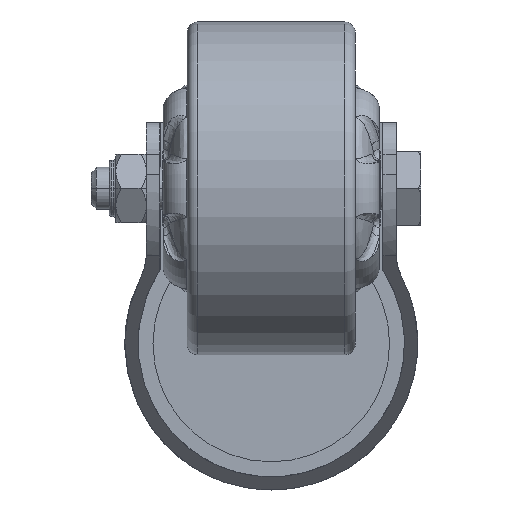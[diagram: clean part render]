
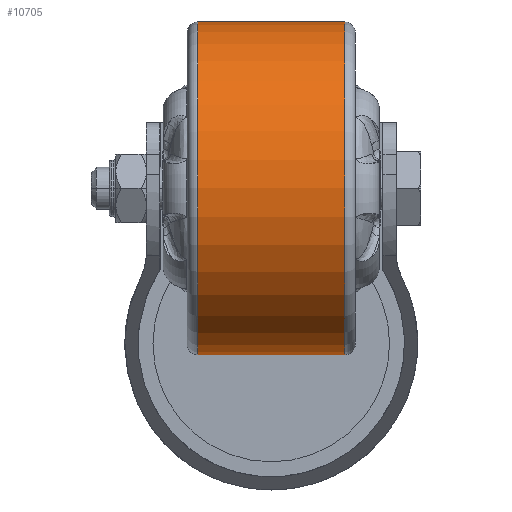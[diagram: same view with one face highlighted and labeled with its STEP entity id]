
A CAD part, front view. The second image highlights one B-rep face of the part: STEP entity #10705.
In plain terms, the highlighted cylindrical face has radius 31.65 mm (diameter 63.3 mm), a partial arc.
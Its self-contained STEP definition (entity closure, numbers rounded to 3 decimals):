
#13 = VERTEX_POINT ( 'NONE', #8124 ) ;
#857 = AXIS2_PLACEMENT_3D ( 'NONE', #8311, #18174, #6905 ) ;
#1216 = AXIS2_PLACEMENT_3D ( 'NONE', #16921, #7956, #1644 ) ;
#1474 = CARTESIAN_POINT ( 'NONE',  ( 14., 0., 0. ) ) ;
#1533 = CARTESIAN_POINT ( 'NONE',  ( -14., 0., 31.65 ) ) ;
#1549 = EDGE_CURVE ( 'NONE', #12332, #13, #8464, .T. ) ;
#1644 = DIRECTION ( 'NONE',  ( 0., 0., -1. ) ) ;
#2016 = AXIS2_PLACEMENT_3D ( 'NONE', #1474, #11330, #2882 ) ;
#2022 = EDGE_CURVE ( 'NONE', #16748, #12332, #17267, .T. ) ;
#2222 = VECTOR ( 'NONE', #13776, 1000. ) ;
#2780 = VECTOR ( 'NONE', #6834, 1000. ) ;
#2882 = DIRECTION ( 'NONE',  ( 0., 0., -1. ) ) ;
#3014 = CARTESIAN_POINT ( 'NONE',  ( 16., 0., 31.65 ) ) ;
#3754 = CYLINDRICAL_SURFACE ( 'NONE', #857, 31.65 ) ;
#5258 = ORIENTED_EDGE ( 'NONE', *, *, #9049, .T. ) ;
#5340 = VERTEX_POINT ( 'NONE', #7306 ) ;
#6834 = DIRECTION ( 'NONE',  ( -1., 0., 0. ) ) ;
#6905 = DIRECTION ( 'NONE',  ( 0., 0., 1. ) ) ;
#7306 = CARTESIAN_POINT ( 'NONE',  ( 14., 0., -31.65 ) ) ;
#7956 = DIRECTION ( 'NONE',  ( 1., 0., 0. ) ) ;
#8124 = CARTESIAN_POINT ( 'NONE',  ( -14., 0., -31.65 ) ) ;
#8311 = CARTESIAN_POINT ( 'NONE',  ( 16., 0., 0. ) ) ;
#8464 = CIRCLE ( 'NONE', #1216, 31.65 ) ;
#9049 = EDGE_CURVE ( 'NONE', #5340, #16748, #17118, .T. ) ;
#9087 = ORIENTED_EDGE ( 'NONE', *, *, #1549, .T. ) ;
#10705 = ADVANCED_FACE ( 'NONE', ( #15520 ), #3754, .T. ) ;
#11330 = DIRECTION ( 'NONE',  ( -1., 0., 0. ) ) ;
#12259 = ORIENTED_EDGE ( 'NONE', *, *, #16512, .F. ) ;
#12332 = VERTEX_POINT ( 'NONE', #1533 ) ;
#13215 = ORIENTED_EDGE ( 'NONE', *, *, #2022, .T. ) ;
#13257 = CARTESIAN_POINT ( 'NONE',  ( 14., 0., 31.65 ) ) ;
#13776 = DIRECTION ( 'NONE',  ( -1., 0., 0. ) ) ;
#14197 = EDGE_LOOP ( 'NONE', ( #12259, #5258, #13215, #9087 ) ) ;
#15520 = FACE_OUTER_BOUND ( 'NONE', #14197, .T. ) ;
#16512 = EDGE_CURVE ( 'NONE', #5340, #13, #17803, .T. ) ;
#16700 = CARTESIAN_POINT ( 'NONE',  ( 16., 0., -31.65 ) ) ;
#16748 = VERTEX_POINT ( 'NONE', #13257 ) ;
#16921 = CARTESIAN_POINT ( 'NONE',  ( -14., 0., 0. ) ) ;
#17118 = CIRCLE ( 'NONE', #2016, 31.65 ) ;
#17267 = LINE ( 'NONE', #3014, #2222 ) ;
#17803 = LINE ( 'NONE', #16700, #2780 ) ;
#18174 = DIRECTION ( 'NONE',  ( -1., 0., 0. ) ) ;
